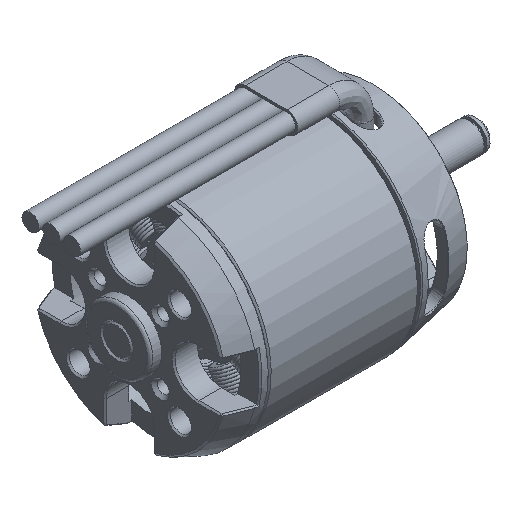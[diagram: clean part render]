
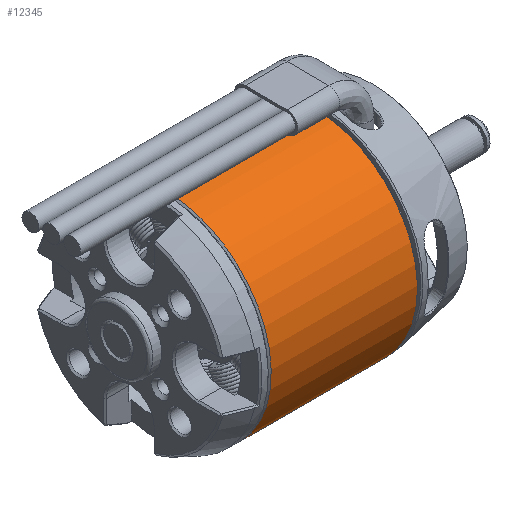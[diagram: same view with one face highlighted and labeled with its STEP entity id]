
A CAD part, isometric view. The second image highlights one B-rep face of the part: STEP entity #12345.
In plain terms, the highlighted free-form (B-spline) face has degree [2, 1] with [7, 2] control points.
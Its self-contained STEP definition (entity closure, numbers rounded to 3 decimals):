
#12345 = ADVANCED_FACE('',(#12346),#12378,.T.);
#12346 = FACE_BOUND('',#12347,.T.);
#12347 = EDGE_LOOP('',(#12348,#12357,#12367,#12368));
#12348 = ORIENTED_EDGE('',*,*,#12349,.F.);
#12349 = EDGE_CURVE('',#12350,#12352,#12354,.T.);
#12350 = VERTEX_POINT('',#12351);
#12351 = CARTESIAN_POINT('',(-28.943,14.659,0.));
#12352 = VERTEX_POINT('',#12353);
#12353 = CARTESIAN_POINT('',(-8.537,14.659,0.));
#12354 = B_SPLINE_CURVE_WITH_KNOTS('',1,(#12355,#12356),.UNSPECIFIED.,
  .F.,.F.,(2,2),(0.25,24.75),.PIECEWISE_BEZIER_KNOTS.);
#12355 = CARTESIAN_POINT('',(-28.943,14.659,0.));
#12356 = CARTESIAN_POINT('',(-8.537,14.659,0.));
#12357 = ORIENTED_EDGE('',*,*,#12358,.T.);
#12358 = EDGE_CURVE('',#12350,#12350,#12359,.T.);
#12359 = ( BOUNDED_CURVE() B_SPLINE_CURVE(2,(#12360,#12361,#12362,#12363
    ,#12364,#12365,#12366),.UNSPECIFIED.,.T.,.F.) 
B_SPLINE_CURVE_WITH_KNOTS((1,2,2,2,2,1),(-2.094,0.,
    2.094,4.189,6.283,8.378),
.UNSPECIFIED.) CURVE() GEOMETRIC_REPRESENTATION_ITEM() 
RATIONAL_B_SPLINE_CURVE((1.,0.5,1.,0.5,1.,0.5,1.)) REPRESENTATION_ITEM(
  '') );
#12360 = CARTESIAN_POINT('',(-28.943,14.659,0.));
#12361 = CARTESIAN_POINT('',(-28.943,14.659,
    25.39));
#12362 = CARTESIAN_POINT('',(-28.943,-7.329,
    12.695));
#12363 = CARTESIAN_POINT('',(-28.943,-29.318,
    0.));
#12364 = CARTESIAN_POINT('',(-28.943,-7.329,
    -12.695));
#12365 = CARTESIAN_POINT('',(-28.943,14.659,
    -25.39));
#12366 = CARTESIAN_POINT('',(-28.943,14.659,0.));
#12367 = ORIENTED_EDGE('',*,*,#12349,.T.);
#12368 = ORIENTED_EDGE('',*,*,#12369,.F.);
#12369 = EDGE_CURVE('',#12352,#12352,#12370,.T.);
#12370 = ( BOUNDED_CURVE() B_SPLINE_CURVE(2,(#12371,#12372,#12373,#12374
    ,#12375,#12376,#12377),.UNSPECIFIED.,.T.,.F.) 
B_SPLINE_CURVE_WITH_KNOTS((1,2,2,2,2,1),(-2.094,0.,
    2.094,4.189,6.283,8.378),
.UNSPECIFIED.) CURVE() GEOMETRIC_REPRESENTATION_ITEM() 
RATIONAL_B_SPLINE_CURVE((1.,0.5,1.,0.5,1.,0.5,1.)) REPRESENTATION_ITEM(
  '') );
#12371 = CARTESIAN_POINT('',(-8.537,14.659,0.));
#12372 = CARTESIAN_POINT('',(-8.537,14.659,
    25.39));
#12373 = CARTESIAN_POINT('',(-8.537,-7.329,
    12.695));
#12374 = CARTESIAN_POINT('',(-8.537,-29.318,
    0.));
#12375 = CARTESIAN_POINT('',(-8.537,-7.329,
    -12.695));
#12376 = CARTESIAN_POINT('',(-8.537,14.659,
    -25.39));
#12377 = CARTESIAN_POINT('',(-8.537,14.659,0.));
#12378 = ( BOUNDED_SURFACE() B_SPLINE_SURFACE(2,1,(
    (#12379,#12380)
    ,(#12381,#12382)
    ,(#12383,#12384)
    ,(#12385,#12386)
    ,(#12387,#12388)
    ,(#12389,#12390)
    ,(#12391,#12392
)),.UNSPECIFIED.,.T.,.F.,.F.) B_SPLINE_SURFACE_WITH_KNOTS((1,2,2,2,2,1),
  (2,2),(-2.094,0.,2.094,4.189,6.283,
    8.378),(0.25,24.75),.UNSPECIFIED.) 
GEOMETRIC_REPRESENTATION_ITEM() RATIONAL_B_SPLINE_SURFACE((
    (1.,1.)
    ,(0.5,0.5)
    ,(1.,1.)
    ,(0.5,0.5)
    ,(1.,1.)
    ,(0.5,0.5)
,(1.,1.))) REPRESENTATION_ITEM('') SURFACE() );
#12379 = CARTESIAN_POINT('',(-28.943,14.659,0.));
#12380 = CARTESIAN_POINT('',(-8.537,14.659,0.));
#12381 = CARTESIAN_POINT('',(-28.943,14.659,
    25.39));
#12382 = CARTESIAN_POINT('',(-8.537,14.659,
    25.39));
#12383 = CARTESIAN_POINT('',(-28.943,-7.329,
    12.695));
#12384 = CARTESIAN_POINT('',(-8.537,-7.329,
    12.695));
#12385 = CARTESIAN_POINT('',(-28.943,-29.318,
    0.));
#12386 = CARTESIAN_POINT('',(-8.537,-29.318,
    0.));
#12387 = CARTESIAN_POINT('',(-28.943,-7.329,
    -12.695));
#12388 = CARTESIAN_POINT('',(-8.537,-7.329,
    -12.695));
#12389 = CARTESIAN_POINT('',(-28.943,14.659,
    -25.39));
#12390 = CARTESIAN_POINT('',(-8.537,14.659,
    -25.39));
#12391 = CARTESIAN_POINT('',(-28.943,14.659,0.));
#12392 = CARTESIAN_POINT('',(-8.537,14.659,0.));
